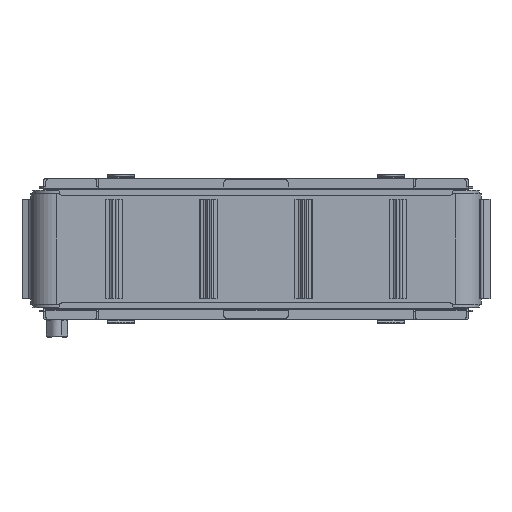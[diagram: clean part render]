
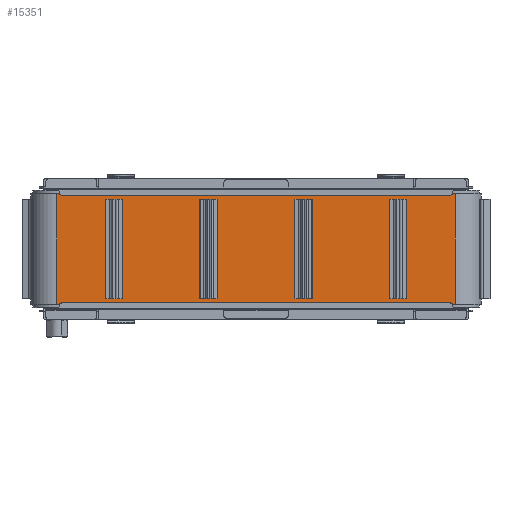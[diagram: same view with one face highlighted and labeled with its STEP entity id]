
A CAD part, top view. The second image highlights one B-rep face of the part: STEP entity #15351.
In plain terms, the highlighted planar face has unit normal (0, 0, 1).
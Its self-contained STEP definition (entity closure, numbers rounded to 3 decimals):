
#586=FACE_BOUND('',#2890,.T.);
#587=FACE_BOUND('',#2891,.T.);
#588=FACE_BOUND('',#2892,.T.);
#589=FACE_BOUND('',#2893,.T.);
#2028=FACE_OUTER_BOUND('',#2889,.T.);
#2889=EDGE_LOOP('',(#12774,#12775,#12776,#12777));
#2890=EDGE_LOOP('',(#12778,#12779,#12780,#12781));
#2891=EDGE_LOOP('',(#12782,#12783,#12784,#12785));
#2892=EDGE_LOOP('',(#12786,#12787,#12788,#12789));
#2893=EDGE_LOOP('',(#12790,#12791,#12792,#12793));
#3844=LINE('',#25431,#5153);
#3846=LINE('',#25440,#5155);
#3997=LINE('',#25889,#5306);
#4006=LINE('',#25912,#5315);
#4022=LINE('',#25952,#5331);
#4023=LINE('',#25954,#5332);
#4025=LINE('',#25962,#5334);
#4034=LINE('',#25985,#5343);
#4050=LINE('',#26025,#5359);
#4051=LINE('',#26027,#5360);
#4053=LINE('',#26035,#5362);
#4062=LINE('',#26058,#5371);
#4078=LINE('',#26098,#5387);
#4079=LINE('',#26100,#5388);
#4081=LINE('',#26108,#5390);
#4090=LINE('',#26131,#5399);
#4106=LINE('',#26171,#5415);
#4107=LINE('',#26173,#5416);
#4109=LINE('',#26176,#5418);
#4111=LINE('',#26180,#5420);
#5153=VECTOR('',#19996,10.);
#5155=VECTOR('',#20004,10.);
#5306=VECTOR('',#20453,10.);
#5315=VECTOR('',#20470,10.);
#5331=VECTOR('',#20514,10.);
#5332=VECTOR('',#20517,10.);
#5334=VECTOR('',#20523,10.);
#5343=VECTOR('',#20540,10.);
#5359=VECTOR('',#20584,10.);
#5360=VECTOR('',#20587,10.);
#5362=VECTOR('',#20593,10.);
#5371=VECTOR('',#20610,10.);
#5387=VECTOR('',#20654,10.);
#5388=VECTOR('',#20657,10.);
#5390=VECTOR('',#20663,10.);
#5399=VECTOR('',#20680,10.);
#5415=VECTOR('',#20724,10.);
#5416=VECTOR('',#20727,10.);
#5418=VECTOR('',#20731,10.);
#5420=VECTOR('',#20737,10.);
#6561=VERTEX_POINT('',#25427);
#6563=VERTEX_POINT('',#25430);
#6565=VERTEX_POINT('',#25436);
#6567=VERTEX_POINT('',#25439);
#6715=VERTEX_POINT('',#25886);
#6716=VERTEX_POINT('',#25888);
#6725=VERTEX_POINT('',#25908);
#6736=VERTEX_POINT('',#25950);
#6739=VERTEX_POINT('',#25959);
#6740=VERTEX_POINT('',#25961);
#6749=VERTEX_POINT('',#25981);
#6760=VERTEX_POINT('',#26023);
#6763=VERTEX_POINT('',#26032);
#6764=VERTEX_POINT('',#26034);
#6773=VERTEX_POINT('',#26054);
#6784=VERTEX_POINT('',#26096);
#6787=VERTEX_POINT('',#26105);
#6788=VERTEX_POINT('',#26107);
#6797=VERTEX_POINT('',#26127);
#6808=VERTEX_POINT('',#26169);
#8471=EDGE_CURVE('',#6563,#6561,#3844,.T.);
#8475=EDGE_CURVE('',#6567,#6565,#3846,.T.);
#8696=EDGE_CURVE('',#6716,#6715,#3997,.T.);
#8708=EDGE_CURVE('',#6725,#6716,#4006,.T.);
#8728=EDGE_CURVE('',#6715,#6736,#4022,.T.);
#8729=EDGE_CURVE('',#6736,#6725,#4023,.T.);
#8732=EDGE_CURVE('',#6740,#6739,#4025,.T.);
#8744=EDGE_CURVE('',#6749,#6740,#4034,.T.);
#8764=EDGE_CURVE('',#6739,#6760,#4050,.T.);
#8765=EDGE_CURVE('',#6760,#6749,#4051,.T.);
#8768=EDGE_CURVE('',#6764,#6763,#4053,.T.);
#8780=EDGE_CURVE('',#6773,#6764,#4062,.T.);
#8800=EDGE_CURVE('',#6763,#6784,#4078,.T.);
#8801=EDGE_CURVE('',#6784,#6773,#4079,.T.);
#8804=EDGE_CURVE('',#6788,#6787,#4081,.T.);
#8816=EDGE_CURVE('',#6797,#6788,#4090,.T.);
#8836=EDGE_CURVE('',#6787,#6808,#4106,.T.);
#8837=EDGE_CURVE('',#6808,#6797,#4107,.T.);
#8839=EDGE_CURVE('',#6565,#6563,#4109,.T.);
#8841=EDGE_CURVE('',#6561,#6567,#4111,.T.);
#12774=ORIENTED_EDGE('',*,*,#8475,.T.);
#12775=ORIENTED_EDGE('',*,*,#8839,.T.);
#12776=ORIENTED_EDGE('',*,*,#8471,.T.);
#12777=ORIENTED_EDGE('',*,*,#8841,.T.);
#12778=ORIENTED_EDGE('',*,*,#8696,.T.);
#12779=ORIENTED_EDGE('',*,*,#8728,.T.);
#12780=ORIENTED_EDGE('',*,*,#8729,.T.);
#12781=ORIENTED_EDGE('',*,*,#8708,.T.);
#12782=ORIENTED_EDGE('',*,*,#8732,.T.);
#12783=ORIENTED_EDGE('',*,*,#8764,.T.);
#12784=ORIENTED_EDGE('',*,*,#8765,.T.);
#12785=ORIENTED_EDGE('',*,*,#8744,.T.);
#12786=ORIENTED_EDGE('',*,*,#8768,.T.);
#12787=ORIENTED_EDGE('',*,*,#8800,.T.);
#12788=ORIENTED_EDGE('',*,*,#8801,.T.);
#12789=ORIENTED_EDGE('',*,*,#8780,.T.);
#12790=ORIENTED_EDGE('',*,*,#8804,.T.);
#12791=ORIENTED_EDGE('',*,*,#8836,.T.);
#12792=ORIENTED_EDGE('',*,*,#8837,.T.);
#12793=ORIENTED_EDGE('',*,*,#8816,.T.);
#13808=PLANE('',#16799);
#15351=ADVANCED_FACE('',(#2028,#586,#587,#588,#589),#13808,.T.);
#16799=AXIS2_PLACEMENT_3D('',#26181,#20738,#20739);
#19996=DIRECTION('',(-1.,0.,0.));
#20004=DIRECTION('',(1.,0.,0.));
#20453=DIRECTION('',(1.,0.,0.));
#20470=DIRECTION('',(0.,1.,0.));
#20514=DIRECTION('',(0.,-1.,0.));
#20517=DIRECTION('',(-1.,0.,0.));
#20523=DIRECTION('',(1.,0.,0.));
#20540=DIRECTION('',(0.,1.,0.));
#20584=DIRECTION('',(0.,-1.,0.));
#20587=DIRECTION('',(-1.,0.,0.));
#20593=DIRECTION('',(1.,0.,0.));
#20610=DIRECTION('',(0.,1.,0.));
#20654=DIRECTION('',(0.,-1.,0.));
#20657=DIRECTION('',(-1.,0.,0.));
#20663=DIRECTION('',(1.,0.,0.));
#20680=DIRECTION('',(0.,1.,0.));
#20724=DIRECTION('',(0.,-1.,0.));
#20727=DIRECTION('',(-1.,0.,0.));
#20731=DIRECTION('',(0.,1.,0.));
#20737=DIRECTION('',(0.,-1.,0.));
#20738=DIRECTION('center_axis',(0.,0.,1.));
#20739=DIRECTION('ref_axis',(0.,-1.,0.));
#25427=CARTESIAN_POINT('',(-900.,250.,17.5));
#25430=CARTESIAN_POINT('',(900.,250.,17.5));
#25431=CARTESIAN_POINT('',(900.,250.,17.5));
#25436=CARTESIAN_POINT('',(900.,-250.,17.5));
#25439=CARTESIAN_POINT('',(-900.,-250.,17.5));
#25440=CARTESIAN_POINT('',(900.,-250.,17.5));
#25886=CARTESIAN_POINT('',(682.,225.,17.5));
#25888=CARTESIAN_POINT('',(602.,225.,17.5));
#25889=CARTESIAN_POINT('',(-129.,225.,17.5));
#25908=CARTESIAN_POINT('',(602.,-225.,17.5));
#25912=CARTESIAN_POINT('',(602.,0.,17.5));
#25950=CARTESIAN_POINT('',(682.,-225.,17.5));
#25952=CARTESIAN_POINT('',(682.,0.,17.5));
#25954=CARTESIAN_POINT('',(-129.,-225.,17.5));
#25959=CARTESIAN_POINT('',(254.,225.,17.5));
#25961=CARTESIAN_POINT('',(174.,225.,17.5));
#25962=CARTESIAN_POINT('',(-343.,225.,17.5));
#25981=CARTESIAN_POINT('',(174.,-225.,17.5));
#25985=CARTESIAN_POINT('',(174.,0.,17.5));
#26023=CARTESIAN_POINT('',(254.,-225.,17.5));
#26025=CARTESIAN_POINT('',(254.,0.,17.5));
#26027=CARTESIAN_POINT('',(-343.,-225.,17.5));
#26032=CARTESIAN_POINT('',(-602.,225.,17.5));
#26034=CARTESIAN_POINT('',(-682.,225.,17.5));
#26035=CARTESIAN_POINT('',(-771.,225.,17.5));
#26054=CARTESIAN_POINT('',(-682.,-225.,17.5));
#26058=CARTESIAN_POINT('',(-682.,0.,17.5));
#26096=CARTESIAN_POINT('',(-602.,-225.,17.5));
#26098=CARTESIAN_POINT('',(-602.,0.,17.5));
#26100=CARTESIAN_POINT('',(-771.,-225.,17.5));
#26105=CARTESIAN_POINT('',(-174.,225.,17.5));
#26107=CARTESIAN_POINT('',(-254.,225.,17.5));
#26108=CARTESIAN_POINT('',(-557.,225.,17.5));
#26127=CARTESIAN_POINT('',(-254.,-225.,17.5));
#26131=CARTESIAN_POINT('',(-254.,0.,17.5));
#26169=CARTESIAN_POINT('',(-174.,-225.,17.5));
#26171=CARTESIAN_POINT('',(-174.,0.,17.5));
#26173=CARTESIAN_POINT('',(-557.,-225.,17.5));
#26176=CARTESIAN_POINT('',(900.,0.,17.5));
#26180=CARTESIAN_POINT('',(-900.,0.,17.5));
#26181=CARTESIAN_POINT('Origin',(-900.,0.,17.5));
